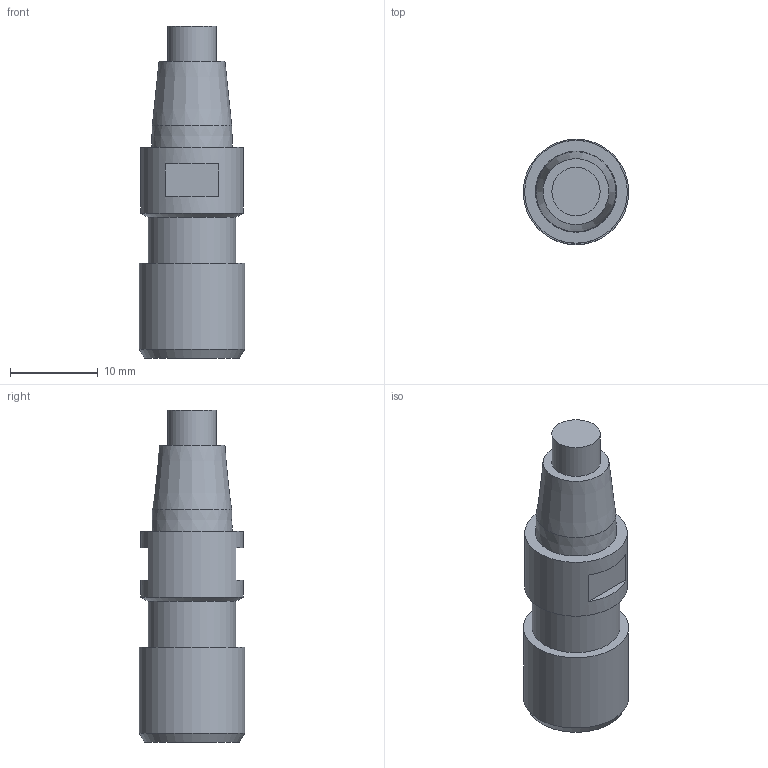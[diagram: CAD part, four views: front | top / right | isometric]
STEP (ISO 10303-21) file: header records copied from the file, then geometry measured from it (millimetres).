
FILE_DESCRIPTION(/* description */ (''),/* implementation_level */ '2;1');
FILE_NAME(/* name */ '1493819230453.stp',/* time_stamp */ '2017-05-03T15:47:15+02:00',/* author */ (''),/* organization */ ('SMS'),/* preprocessor_version */ 'ST-DEVELOPER v15',/* originating_system */ 'SIEMENS PLM Software NX 8.5',/* authorisation */ '');
FILE_SCHEMA (('AUTOMOTIVE_DESIGN { 1 0 10303 214 3 1 1 1 }'));
Length unit declared in the file: millimetre
Products named in the file (1): 200843126MOD000_02
Bounding box: 12 x 12 x 37.8 mm (x, y, z)
Volume: 3098.1 mm3; surface area: 1438.7 mm2
Topology: 1 solids, 1 shells, 19 faces, 34 edges, 22 vertices
Faces by surface type: plane 11, cylinder 4, cone 4
Full cylindrical faces by diameter (mm): 5.5 x1, 10 x1, 11.7 x1, 12 x1
Entity records: 461 total; most frequent: DIRECTION 86, CARTESIAN_POINT 67, ORIENTED_EDGE 48, AXIS2_PLACEMENT_3D 39, EDGE_LOOP 32, FACE_BOUND 24, EDGE_CURVE 24, VERTEX_POINT 20
